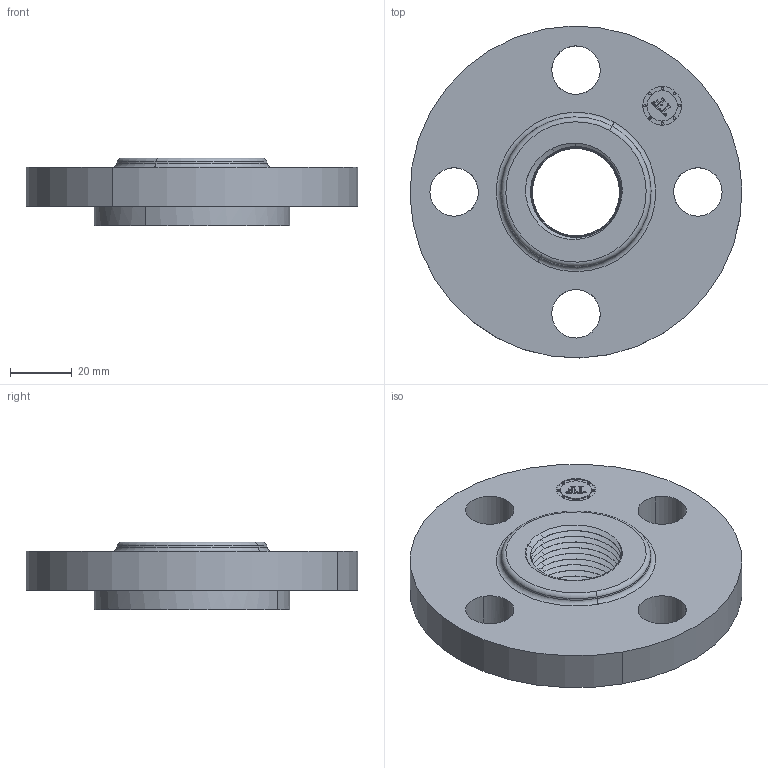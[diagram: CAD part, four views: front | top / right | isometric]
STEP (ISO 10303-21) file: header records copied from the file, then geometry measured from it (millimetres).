
FILE_DESCRIPTION(('3D STEP'),'2;1');
FILE_NAME('1-150-THREADED-RTJ-FLANGE.stp','2013-01-26T07:41:03+00:00',('Texas Flange'),(''),'CATIA Version 5 Release 20 SP 6 (IN-10)','CATIA V5 STEP AP214','800-826-3801');
FILE_SCHEMA(('AUTOMOTIVE_DESIGN { 1 0 10303 214 1 1 1 1 }'));
Length unit declared in the file: inch
Products named in the file (1): 1-150-THREADED-RTJ-FLANGE
Bounding box: 107.92 x 107.92 x 22.1 mm (x, y, z)
Volume: 110065.9 mm3; surface area: 28880.4 mm2
Topology: 1 solids, 1 shells, 524 faces, 1430 edges, 925 vertices
Faces by surface type: plane 371, bspline 86, cylinder 32, cone 27, torus 8
Entity records: 20625 total; most frequent: CARTESIAN_POINT 5720, ORIENTED_EDGE 2860, DIRECTION 1942, EDGE_CURVE 1430, VECTOR 1102, LINE 1102, VERTEX_POINT 925, EDGE_LOOP 551
